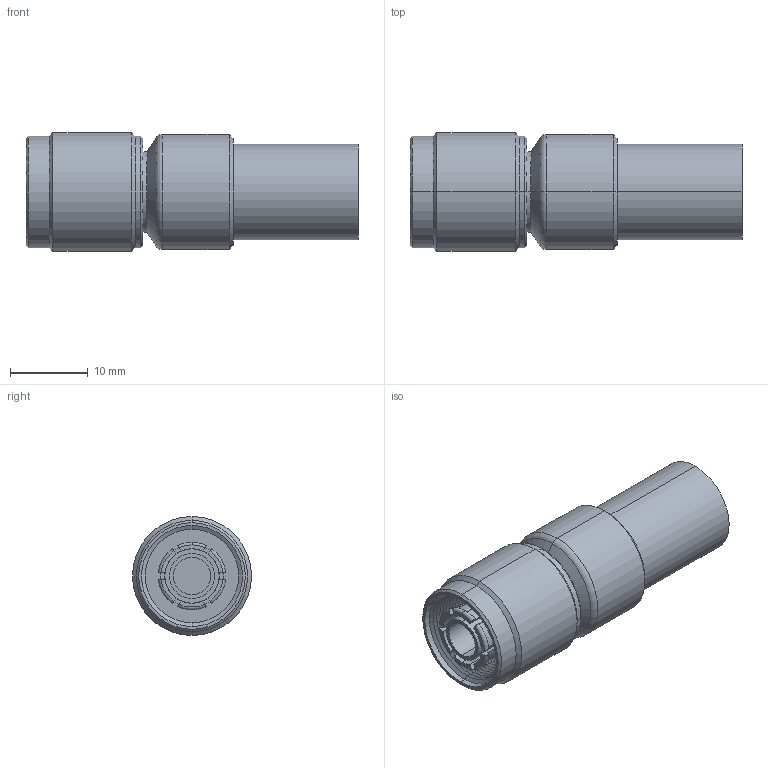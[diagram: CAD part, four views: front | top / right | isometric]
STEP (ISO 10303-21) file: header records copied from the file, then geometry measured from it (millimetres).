
FILE_DESCRIPTION (( 'STEP AP214' ), '1' );
FILE_NAME ('LCCN3242_3D.step', '2024-10-07T19:33:24', ( '' ), ( '' ), 'SwSTEP 2.0', 'SolidWorks 2022', '' );
FILE_SCHEMA (( 'AUTOMOTIVE_DESIGN' ));
Length unit declared in the file: millimetre
Products named in the file (1): LCCN3242_3D
Bounding box: 42.72 x 15.3 x 15.3 mm (x, y, z)
Volume: 4114.2 mm3; surface area: 4979.7 mm2
Topology: 1 solids, 1 shells, 140 faces, 310 edges, 181 vertices
Faces by surface type: cone 66, plane 35, cylinder 30, torus 9
Entity records: 3950 total; most frequent: CARTESIAN_POINT 740, DIRECTION 734, ORIENTED_EDGE 620, EDGE_CURVE 310, AXIS2_PLACEMENT_3D 295, VERTEX_POINT 181, CIRCLE 154, EDGE_LOOP 149
